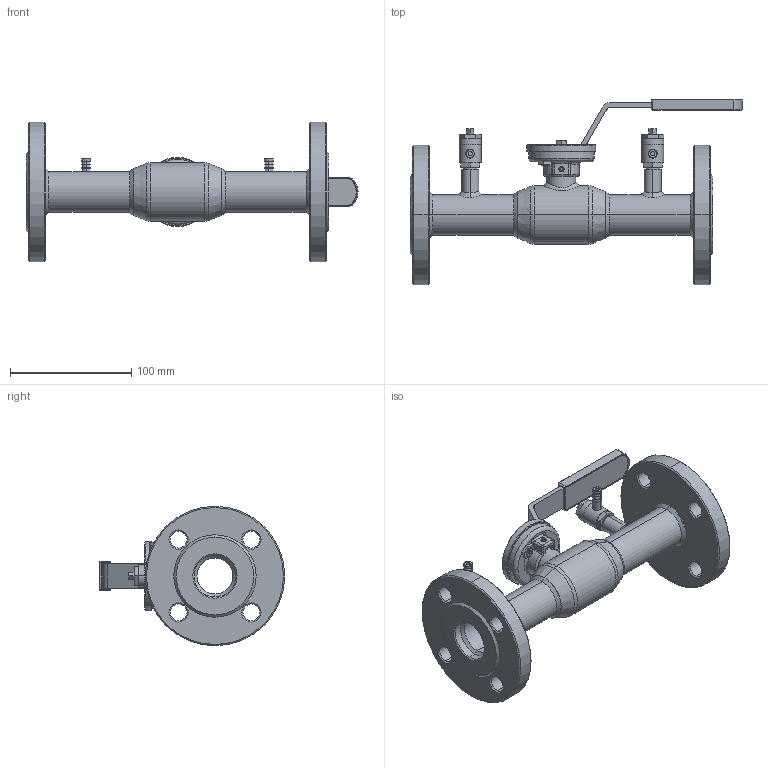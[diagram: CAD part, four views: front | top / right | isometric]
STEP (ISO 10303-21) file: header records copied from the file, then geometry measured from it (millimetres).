
FILE_DESCRIPTION (( 'STEP AP214' ), '1' );
FILE_NAME ('243025.STEP', '2011-03-02T13:31:11', ( 'CAD' ), ( 'Hewlett-Packard Company' ), 'SwSTEP 2.0', 'SolidWorks 2010', '' );
FILE_SCHEMA (( 'AUTOMOTIVE_DESIGN' ));
Length unit declared in the file: millimetre
Products named in the file (1): 243025
Bounding box: 274 x 152.9 x 115 mm (x, y, z)
Surface area: 136891.6 mm2 (no closed solid volume)
Topology: 0 solids, 48 shells, 537 faces, 1604 edges, 1087 vertices
Faces by surface type: plane 195, cylinder 172, cone 114, torus 34, bspline 18, sphere 4
Entity records: 29023 total; most frequent: CARTESIAN_POINT 8990, DIRECTION 2997, ORIENTED_EDGE 2605, EDGE_CURVE 1600, AXIS2_PLACEMENT_3D 1118, VERTEX_POINT 1087, LINE 761, VECTOR 761
